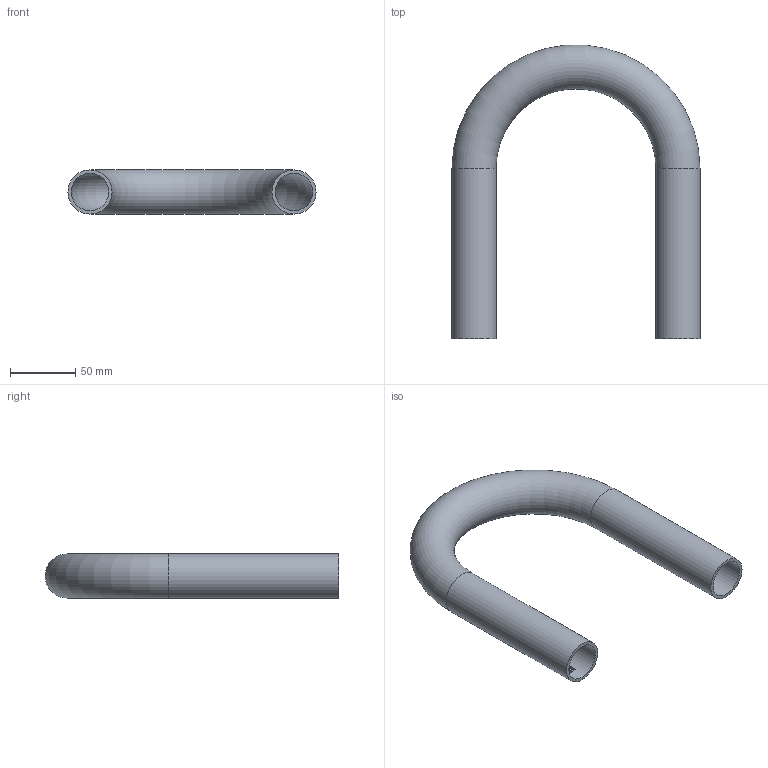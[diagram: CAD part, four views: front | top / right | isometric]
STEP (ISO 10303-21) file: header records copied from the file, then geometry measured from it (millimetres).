
FILE_DESCRIPTION (( 'STEP AP203' ), '1' );
FILE_NAME ('55121-180.step', '2023-04-14T08:28:03', ( '' ), ( '' ), 'SwSTEP 2.0', 'SolidWorks 2018', '' );
FILE_SCHEMA (( 'CONFIG_CONTROL_DESIGN' ));
Length unit declared in the file: millimetre
Products named in the file (1): 55121-180
Bounding box: 189.7 x 224.57 x 33.7 mm (x, y, z)
Volume: 123757.6 mm3; surface area: 99505.8 mm2
Topology: 1 solids, 1 shells, 221 faces, 584 edges, 388 vertices
Faces by surface type: plane 96, bspline 96, cylinder 27, torus 2
Full cylindrical faces by diameter (mm): 28.7 x2, 33.7 x2
Entity records: 10787 total; most frequent: CARTESIAN_POINT 5880, ORIENTED_EDGE 1156, DIRECTION 708, EDGE_CURVE 578, VERTEX_POINT 388, VECTOR 276, LINE 276, EDGE_LOOP 252
